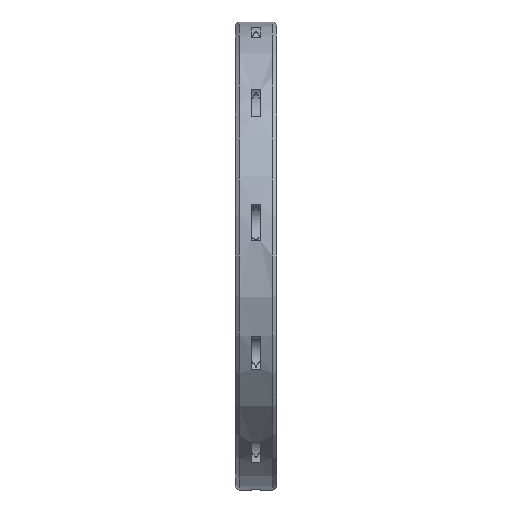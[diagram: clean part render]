
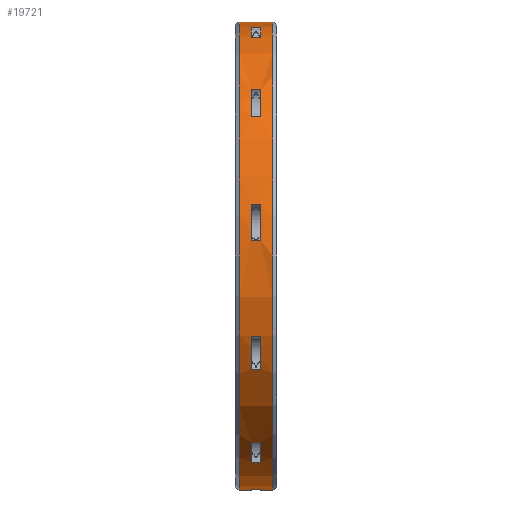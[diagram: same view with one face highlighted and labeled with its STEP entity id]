
A CAD part, left-side view. The second image highlights one B-rep face of the part: STEP entity #19721.
In plain terms, the highlighted cylindrical face has radius 125 mm (diameter 250 mm), a partial arc.
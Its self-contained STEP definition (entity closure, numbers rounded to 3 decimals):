
#3920=CARTESIAN_POINT('',(0.,-2.5,0.));
#3921=DIRECTION('',(0.,-1.,0.));
#3922=DIRECTION('',(-0.078,0.,-0.997));
#3923=AXIS2_PLACEMENT_3D('',#3920,#3921,#3922);
#3928=DIRECTION('',(0.,-1.,0.));
#3929=VECTOR('',#3928,5.);
#3930=CARTESIAN_POINT('',(-9.713,2.5,-124.622));
#3931=LINE('',#3930,#3929);
#3935=CARTESIAN_POINT('',(0.,2.5,0.));
#3936=DIRECTION('',(0.,-1.,0.));
#3937=DIRECTION('',(-0.078,0.,-0.997));
#3938=AXIS2_PLACEMENT_3D('',#3935,#3936,#3937);
#3943=DIRECTION('',(0.,1.,0.));
#3944=VECTOR('',#3943,6.5);
#3945=CARTESIAN_POINT('',(0.,2.5,-125.));
#3946=LINE('',#3945,#3944);
#3950=DIRECTION('',(0.,1.,0.));
#3951=VECTOR('',#3950,18.);
#3952=CARTESIAN_POINT('',(0.,-9.,125.));
#3953=LINE('',#3952,#3951);
#3957=CARTESIAN_POINT('',(0.,-9.,0.));
#3958=DIRECTION('',(0.,1.,0.));
#3959=DIRECTION('',(0.,0.,-1.));
#3960=AXIS2_PLACEMENT_3D('',#3957,#3958,#3959);
#3965=DIRECTION('',(0.,1.,0.));
#3966=VECTOR('',#3965,6.5);
#3967=CARTESIAN_POINT('',(0.,-9.,-125.));
#3968=LINE('',#3967,#3966);
#3972=CARTESIAN_POINT('',(0.,-2.5,0.));
#3973=DIRECTION('',(0.,-1.,0.));
#3974=DIRECTION('',(-0.206,0.,0.978));
#3975=AXIS2_PLACEMENT_3D('',#3972,#3973,#3974);
#3980=DIRECTION('',(0.,-1.,0.));
#3981=VECTOR('',#3980,5.);
#3982=CARTESIAN_POINT('',(-25.79,2.5,122.31));
#3983=LINE('',#3982,#3981);
#3987=CARTESIAN_POINT('',(0.,2.5,0.));
#3988=DIRECTION('',(0.,-1.,0.));
#3989=DIRECTION('',(-0.206,0.,0.978));
#3990=AXIS2_PLACEMENT_3D('',#3987,#3988,#3989);
#3995=DIRECTION('',(0.,-1.,0.));
#3996=VECTOR('',#3995,5.);
#3997=CARTESIAN_POINT('',(-44.43,2.5,116.837));
#3998=LINE('',#3997,#3996);
#4002=CARTESIAN_POINT('',(0.,-2.5,0.));
#4003=DIRECTION('',(0.,-1.,0.));
#4004=DIRECTION('',(-0.703,0.,0.712));
#4005=AXIS2_PLACEMENT_3D('',#4002,#4003,#4004);
#4010=DIRECTION('',(0.,-1.,0.));
#4011=VECTOR('',#4010,5.);
#4012=CARTESIAN_POINT('',(-87.822,2.5,88.951));
#4013=LINE('',#4012,#4011);
#4017=CARTESIAN_POINT('',(0.,2.5,0.));
#4018=DIRECTION('',(0.,-1.,0.));
#4019=DIRECTION('',(-0.703,0.,0.712));
#4020=AXIS2_PLACEMENT_3D('',#4017,#4018,#4019);
#4025=DIRECTION('',(0.,-1.,0.));
#4026=VECTOR('',#4025,5.);
#4027=CARTESIAN_POINT('',(-100.544,2.5,74.269));
#4028=LINE('',#4027,#4026);
#4032=CARTESIAN_POINT('',(0.,-2.5,0.));
#4033=DIRECTION('',(0.,-1.,0.));
#4034=DIRECTION('',(-0.976,0.,0.219));
#4035=AXIS2_PLACEMENT_3D('',#4032,#4033,#4034);
#4040=DIRECTION('',(0.,-1.,0.));
#4041=VECTOR('',#4040,5.);
#4042=CARTESIAN_POINT('',(-121.971,2.5,27.35));
#4043=LINE('',#4042,#4041);
#4047=CARTESIAN_POINT('',(0.,2.5,0.));
#4048=DIRECTION('',(0.,-1.,0.));
#4049=DIRECTION('',(-0.976,0.,0.219));
#4050=AXIS2_PLACEMENT_3D('',#4047,#4048,#4049);
#4055=DIRECTION('',(0.,-1.,0.));
#4056=VECTOR('',#4055,5.);
#4057=CARTESIAN_POINT('',(-124.736,2.5,8.121));
#4058=LINE('',#4057,#4056);
#4062=CARTESIAN_POINT('',(0.,-2.5,0.));
#4063=DIRECTION('',(0.,-1.,0.));
#4064=DIRECTION('',(-0.939,0.,-0.343));
#4065=AXIS2_PLACEMENT_3D('',#4062,#4063,#4064);
#4070=DIRECTION('',(0.,-1.,0.));
#4071=VECTOR('',#4070,5.);
#4072=CARTESIAN_POINT('',(-117.395,2.5,-42.934));
#4073=LINE('',#4072,#4071);
#4077=CARTESIAN_POINT('',(0.,2.5,0.));
#4078=DIRECTION('',(0.,-1.,0.));
#4079=DIRECTION('',(-0.939,0.,-0.343));
#4080=AXIS2_PLACEMENT_3D('',#4077,#4078,#4079);
#4085=DIRECTION('',(0.,-1.,0.));
#4086=VECTOR('',#4085,5.);
#4087=CARTESIAN_POINT('',(-109.325,2.5,-60.605));
#4088=LINE('',#4087,#4086);
#4092=CARTESIAN_POINT('',(0.,-2.5,0.));
#4093=DIRECTION('',(0.,-1.,0.));
#4094=DIRECTION('',(-0.604,0.,-0.797));
#4095=AXIS2_PLACEMENT_3D('',#4092,#4093,#4094);
#4100=DIRECTION('',(0.,-1.,0.));
#4101=VECTOR('',#4100,5.);
#4102=CARTESIAN_POINT('',(-75.547,2.5,-99.587));
#4103=LINE('',#4102,#4101);
#4107=CARTESIAN_POINT('',(0.,2.5,0.));
#4108=DIRECTION('',(0.,-1.,0.));
#4109=DIRECTION('',(-0.604,0.,-0.797));
#4110=AXIS2_PLACEMENT_3D('',#4107,#4108,#4109);
#4115=DIRECTION('',(0.,-1.,0.));
#4116=VECTOR('',#4115,5.);
#4117=CARTESIAN_POINT('',(-59.205,2.5,-110.09));
#4118=LINE('',#4117,#4116);
#5085=CARTESIAN_POINT('',(0.,9.,0.));
#5086=DIRECTION('',(0.,1.,0.));
#5087=DIRECTION('',(0.,0.,-1.));
#5088=AXIS2_PLACEMENT_3D('',#5085,#5086,#5087);
#15598=CARTESIAN_POINT('',(0.,-9.,-125.));
#15600=VERTEX_POINT('',#15598);
#15601=CARTESIAN_POINT('',(0.,9.,-125.));
#15603=VERTEX_POINT('',#15601);
#15628=CARTESIAN_POINT('',(0.,-9.,125.));
#15630=VERTEX_POINT('',#15628);
#15631=CARTESIAN_POINT('',(0.,9.,125.));
#15632=VERTEX_POINT('',#15631);
#15815=CARTESIAN_POINT('',(0.,-2.5,-125.));
#15817=VERTEX_POINT('',#15815);
#15819=CARTESIAN_POINT('',(0.,2.5,-125.));
#15821=VERTEX_POINT('',#15819);
#15827=CARTESIAN_POINT('',(-9.713,-2.5,-124.622));
#15828=VERTEX_POINT('',#15827);
#15829=CARTESIAN_POINT('',(-9.713,2.5,-124.622));
#15830=VERTEX_POINT('',#15829);
#16019=CARTESIAN_POINT('',(-25.79,-2.5,122.31));
#16020=CARTESIAN_POINT('',(-44.43,-2.5,116.837));
#16021=VERTEX_POINT('',#16019);
#16022=VERTEX_POINT('',#16020);
#16023=CARTESIAN_POINT('',(-25.79,2.5,122.31));
#16024=CARTESIAN_POINT('',(-44.43,2.5,116.837));
#16025=VERTEX_POINT('',#16023);
#16026=VERTEX_POINT('',#16024);
#16051=CARTESIAN_POINT('',(-87.822,-2.5,88.951));
#16052=CARTESIAN_POINT('',(-100.544,-2.5,74.269));
#16053=VERTEX_POINT('',#16051);
#16054=VERTEX_POINT('',#16052);
#16055=CARTESIAN_POINT('',(-87.822,2.5,88.951));
#16056=CARTESIAN_POINT('',(-100.544,2.5,74.269));
#16057=VERTEX_POINT('',#16055);
#16058=VERTEX_POINT('',#16056);
#16083=CARTESIAN_POINT('',(-121.971,-2.5,27.35));
#16084=CARTESIAN_POINT('',(-124.736,-2.5,8.121));
#16085=VERTEX_POINT('',#16083);
#16086=VERTEX_POINT('',#16084);
#16087=CARTESIAN_POINT('',(-121.971,2.5,27.35));
#16088=CARTESIAN_POINT('',(-124.736,2.5,8.121));
#16089=VERTEX_POINT('',#16087);
#16090=VERTEX_POINT('',#16088);
#16343=CARTESIAN_POINT('',(-117.395,-2.5,-42.934));
#16344=CARTESIAN_POINT('',(-109.325,-2.5,-60.605));
#16345=VERTEX_POINT('',#16343);
#16346=VERTEX_POINT('',#16344);
#16347=CARTESIAN_POINT('',(-117.395,2.5,-42.934));
#16348=CARTESIAN_POINT('',(-109.325,2.5,-60.605));
#16349=VERTEX_POINT('',#16347);
#16350=VERTEX_POINT('',#16348);
#16375=CARTESIAN_POINT('',(-75.547,-2.5,-99.587));
#16376=CARTESIAN_POINT('',(-59.205,-2.5,-110.09));
#16377=VERTEX_POINT('',#16375);
#16378=VERTEX_POINT('',#16376);
#16379=CARTESIAN_POINT('',(-75.547,2.5,-99.587));
#16380=CARTESIAN_POINT('',(-59.205,2.5,-110.09));
#16381=VERTEX_POINT('',#16379);
#16382=VERTEX_POINT('',#16380);
#19649=CARTESIAN_POINT('',(0.,118.311,0.));
#19650=DIRECTION('',(0.,-1.,0.));
#19651=DIRECTION('',(0.,0.,1.));
#19652=AXIS2_PLACEMENT_3D('',#19649,#19650,#19651);
#19653=CYLINDRICAL_SURFACE('',#19652,125.);
#19655=ORIENTED_EDGE('',*,*,#19654,.F.);
#19657=ORIENTED_EDGE('',*,*,#19656,.F.);
#19659=ORIENTED_EDGE('',*,*,#19658,.T.);
#19661=ORIENTED_EDGE('',*,*,#19660,.T.);
#19663=ORIENTED_EDGE('',*,*,#19662,.T.);
#19665=ORIENTED_EDGE('',*,*,#19664,.F.);
#19666=ORIENTED_EDGE('',*,*,#19630,.F.);
#19668=ORIENTED_EDGE('',*,*,#19667,.T.);
#19669=EDGE_LOOP('',(#19655,#19657,#19659,#19661,#19663,#19665,#19666,#19668));
#19670=FACE_OUTER_BOUND('',#19669,.F.);
#19672=ORIENTED_EDGE('',*,*,#19671,.F.);
#19674=ORIENTED_EDGE('',*,*,#19673,.F.);
#19676=ORIENTED_EDGE('',*,*,#19675,.T.);
#19678=ORIENTED_EDGE('',*,*,#19677,.T.);
#19679=EDGE_LOOP('',(#19672,#19674,#19676,#19678));
#19680=FACE_BOUND('',#19679,.F.);
#19682=ORIENTED_EDGE('',*,*,#19681,.F.);
#19684=ORIENTED_EDGE('',*,*,#19683,.F.);
#19686=ORIENTED_EDGE('',*,*,#19685,.T.);
#19688=ORIENTED_EDGE('',*,*,#19687,.T.);
#19689=EDGE_LOOP('',(#19682,#19684,#19686,#19688));
#19690=FACE_BOUND('',#19689,.F.);
#19692=ORIENTED_EDGE('',*,*,#19691,.F.);
#19694=ORIENTED_EDGE('',*,*,#19693,.F.);
#19696=ORIENTED_EDGE('',*,*,#19695,.T.);
#19698=ORIENTED_EDGE('',*,*,#19697,.T.);
#19699=EDGE_LOOP('',(#19692,#19694,#19696,#19698));
#19700=FACE_BOUND('',#19699,.F.);
#19702=ORIENTED_EDGE('',*,*,#19701,.F.);
#19704=ORIENTED_EDGE('',*,*,#19703,.F.);
#19706=ORIENTED_EDGE('',*,*,#19705,.T.);
#19708=ORIENTED_EDGE('',*,*,#19707,.T.);
#19709=EDGE_LOOP('',(#19702,#19704,#19706,#19708));
#19710=FACE_BOUND('',#19709,.F.);
#19712=ORIENTED_EDGE('',*,*,#19711,.F.);
#19714=ORIENTED_EDGE('',*,*,#19713,.F.);
#19716=ORIENTED_EDGE('',*,*,#19715,.T.);
#19718=ORIENTED_EDGE('',*,*,#19717,.T.);
#19719=EDGE_LOOP('',(#19712,#19714,#19716,#19718));
#19720=FACE_BOUND('',#19719,.F.);
#3924=CIRCLE('',#3923,125.);
#3939=CIRCLE('',#3938,125.);
#3961=CIRCLE('',#3960,125.);
#3976=CIRCLE('',#3975,125.);
#3991=CIRCLE('',#3990,125.);
#4006=CIRCLE('',#4005,125.);
#4021=CIRCLE('',#4020,125.);
#4036=CIRCLE('',#4035,125.);
#4051=CIRCLE('',#4050,125.);
#4066=CIRCLE('',#4065,125.);
#4081=CIRCLE('',#4080,125.);
#4096=CIRCLE('',#4095,125.);
#4111=CIRCLE('',#4110,125.);
#5089=CIRCLE('',#5088,125.);
#19630=EDGE_CURVE('',#15600,#15630,#3961,.T.);
#19654=EDGE_CURVE('',#15828,#15817,#3924,.T.);
#19656=EDGE_CURVE('',#15830,#15828,#3931,.T.);
#19658=EDGE_CURVE('',#15830,#15821,#3939,.T.);
#19660=EDGE_CURVE('',#15821,#15603,#3946,.T.);
#19662=EDGE_CURVE('',#15603,#15632,#5089,.T.);
#19664=EDGE_CURVE('',#15630,#15632,#3953,.T.);
#19667=EDGE_CURVE('',#15600,#15817,#3968,.T.);
#19671=EDGE_CURVE('',#16021,#16022,#3976,.T.);
#19673=EDGE_CURVE('',#16025,#16021,#3983,.T.);
#19675=EDGE_CURVE('',#16025,#16026,#3991,.T.);
#19677=EDGE_CURVE('',#16026,#16022,#3998,.T.);
#19681=EDGE_CURVE('',#16053,#16054,#4006,.T.);
#19683=EDGE_CURVE('',#16057,#16053,#4013,.T.);
#19685=EDGE_CURVE('',#16057,#16058,#4021,.T.);
#19687=EDGE_CURVE('',#16058,#16054,#4028,.T.);
#19691=EDGE_CURVE('',#16085,#16086,#4036,.T.);
#19693=EDGE_CURVE('',#16089,#16085,#4043,.T.);
#19695=EDGE_CURVE('',#16089,#16090,#4051,.T.);
#19697=EDGE_CURVE('',#16090,#16086,#4058,.T.);
#19701=EDGE_CURVE('',#16345,#16346,#4066,.T.);
#19703=EDGE_CURVE('',#16349,#16345,#4073,.T.);
#19705=EDGE_CURVE('',#16349,#16350,#4081,.T.);
#19707=EDGE_CURVE('',#16350,#16346,#4088,.T.);
#19711=EDGE_CURVE('',#16377,#16378,#4096,.T.);
#19713=EDGE_CURVE('',#16381,#16377,#4103,.T.);
#19715=EDGE_CURVE('',#16381,#16382,#4111,.T.);
#19717=EDGE_CURVE('',#16382,#16378,#4118,.T.);
#19721=ADVANCED_FACE('',(#19670,#19680,#19690,#19700,#19710,#19720),#19653,.T.);
